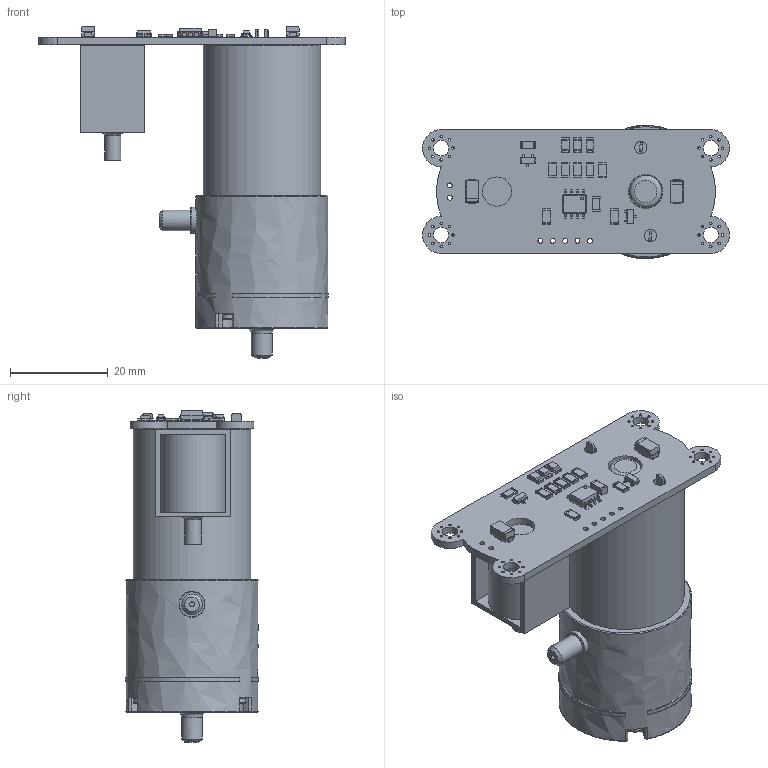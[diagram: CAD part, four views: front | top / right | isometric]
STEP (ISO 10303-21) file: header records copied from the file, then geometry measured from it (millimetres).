
FILE_DESCRIPTION(('KiCad electronic assembly'),'2;1');
FILE_NAME('pumpBoard.step','2021-12-22T22:13:32',('Pcbnew'),('Kicad'), 'Open CASCADE STEP processor 7.5','KiCad to STEP converter','Unknown' );
FILE_SCHEMA(('AUTOMOTIVE_DESIGN { 1 0 10303 214 1 1 1 1 }'));
Length unit declared in the file: millimetre
Products named in the file (18): pumpBoard 1; R_1206_3216Metric; SOLID; LED_1206_3216Metric; C_1206_3216Metric; D_SMA; SOT-23; SOIC-8_3.9x4.9mm_P1.27mm; MICRO-POMPE 370 v2; COMPOUND; miniEV; pumpBoard PCB
Assembly tree (28 placements, depth 3):
  pumpBoard 1
    R_1206_3216Metric  x8
      SOLID
    LED_1206_3216Metric  x3
      SOLID
    C_1206_3216Metric
      SOLID
    D_SMA  x2
      SOLID
    SOT-23  x2
      SOLID
    SOIC-8_3.9x4.9mm_P1.27mm
      SOLID
    MICRO-POMPE 370 v2
      COMPOUND
    miniEV
      COMPOUND
    pumpBoard PCB
Bounding box: 62.87 x 27.28 x 68.02 mm (x, y, z)
Volume: 35905.1 mm3; surface area: 15025.5 mm2
Topology: 32 solids, 32 shells, 1016 faces, 2563 edges, 1631 vertices
Faces by surface type: bspline 959, cylinder 53, plane 4
Full cylindrical faces by diameter (mm): 0.5 x32, 1 x7, 2.5 x2, 3.2 x4, 6 x1, 7 x1
Entity records: 40165 total; most frequent: CARTESIAN_POINT 15810, B_SPLINE_CURVE_WITH_KNOTS 3560, ORIENTED_EDGE 3070, PCURVE 3070, DEFINITIONAL_REPRESENTATION 3070, EDGE_CURVE 1535, SURFACE_CURVE 1459, VERTEX_POINT 977
